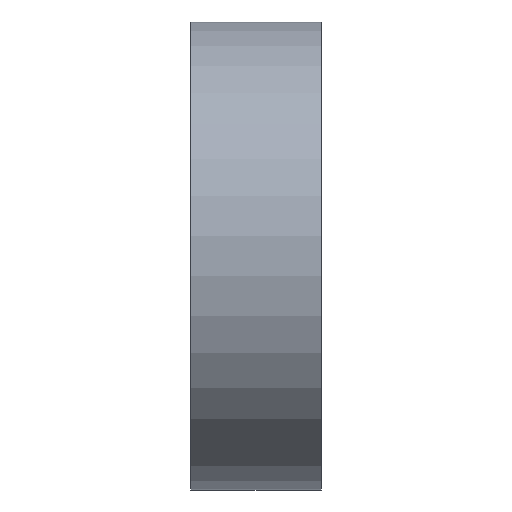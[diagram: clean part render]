
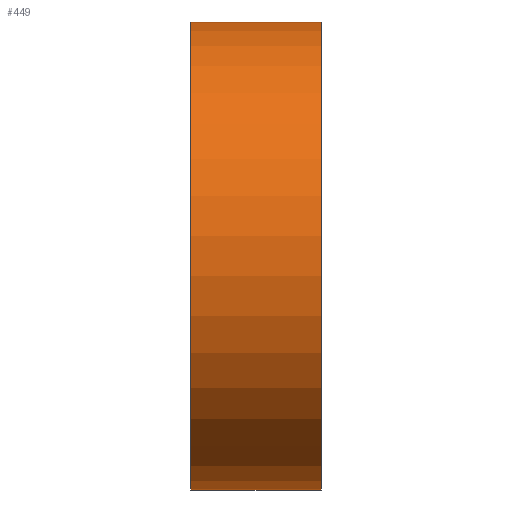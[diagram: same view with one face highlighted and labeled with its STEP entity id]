
A CAD part, left-side view. The second image highlights one B-rep face of the part: STEP entity #449.
In plain terms, the highlighted cylindrical face has radius 45 mm (diameter 90 mm), a partial arc.
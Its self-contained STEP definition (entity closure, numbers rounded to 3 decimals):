
#58 = CIRCLE ( 'NONE', #1810, 45. ) ;
#92 = CYLINDRICAL_SURFACE ( 'NONE', #2820, 45. ) ;
#245 = CARTESIAN_POINT ( 'NONE',  ( 0., 25., 0. ) ) ;
#322 = VERTEX_POINT ( 'NONE', #3084 ) ;
#449 = ADVANCED_FACE ( 'NONE', ( #2500 ), #92, .T. ) ;
#551 = VERTEX_POINT ( 'NONE', #2756 ) ;
#552 = DIRECTION ( 'NONE',  ( 0., -1., 0. ) ) ;
#729 = LINE ( 'NONE', #1689, #881 ) ;
#855 = EDGE_CURVE ( 'NONE', #322, #551, #1961, .T. ) ;
#879 = DIRECTION ( 'NONE',  ( 0., -1., 0. ) ) ;
#881 = VECTOR ( 'NONE', #2658, 1000. ) ;
#896 = ORIENTED_EDGE ( 'NONE', *, *, #3095, .F. ) ;
#999 = CARTESIAN_POINT ( 'NONE',  ( 44.528, 0., 6.5 ) ) ;
#1018 = CARTESIAN_POINT ( 'NONE',  ( 0., 0., 0. ) ) ;
#1087 = VERTEX_POINT ( 'NONE', #2069 ) ;
#1128 = CIRCLE ( 'NONE', #1639, 45. ) ;
#1639 = AXIS2_PLACEMENT_3D ( 'NONE', #245, #3053, #2092 ) ;
#1643 = EDGE_CURVE ( 'NONE', #3045, #551, #58, .T. ) ;
#1667 = DIRECTION ( 'NONE',  ( 0., 0., -1. ) ) ;
#1689 = CARTESIAN_POINT ( 'NONE',  ( 44.528, 25., 6.5 ) ) ;
#1745 = VECTOR ( 'NONE', #552, 1000. ) ;
#1767 = DIRECTION ( 'NONE',  ( 0., 0., -1. ) ) ;
#1810 = AXIS2_PLACEMENT_3D ( 'NONE', #2615, #879, #1667 ) ;
#1933 = EDGE_CURVE ( 'NONE', #1087, #322, #1128, .T. ) ;
#1961 = LINE ( 'NONE', #2216, #1745 ) ;
#1982 = DIRECTION ( 'NONE',  ( 0., -1., 0. ) ) ;
#2069 = CARTESIAN_POINT ( 'NONE',  ( 44.528, 25., 6.5 ) ) ;
#2092 = DIRECTION ( 'NONE',  ( 0., 0., -1. ) ) ;
#2216 = CARTESIAN_POINT ( 'NONE',  ( 44.528, 25., -6.5 ) ) ;
#2336 = EDGE_LOOP ( 'NONE', ( #2397, #2735, #2577, #896 ) ) ;
#2397 = ORIENTED_EDGE ( 'NONE', *, *, #1933, .T. ) ;
#2500 = FACE_OUTER_BOUND ( 'NONE', #2336, .T. ) ;
#2577 = ORIENTED_EDGE ( 'NONE', *, *, #1643, .F. ) ;
#2615 = CARTESIAN_POINT ( 'NONE',  ( 0., 0., 0. ) ) ;
#2658 = DIRECTION ( 'NONE',  ( 0., -1., 0. ) ) ;
#2735 = ORIENTED_EDGE ( 'NONE', *, *, #855, .T. ) ;
#2756 = CARTESIAN_POINT ( 'NONE',  ( 44.528, 0., -6.5 ) ) ;
#2820 = AXIS2_PLACEMENT_3D ( 'NONE', #1018, #1982, #1767 ) ;
#3045 = VERTEX_POINT ( 'NONE', #999 ) ;
#3053 = DIRECTION ( 'NONE',  ( 0., -1., 0. ) ) ;
#3084 = CARTESIAN_POINT ( 'NONE',  ( 44.528, 25., -6.5 ) ) ;
#3095 = EDGE_CURVE ( 'NONE', #1087, #3045, #729, .T. ) ;
